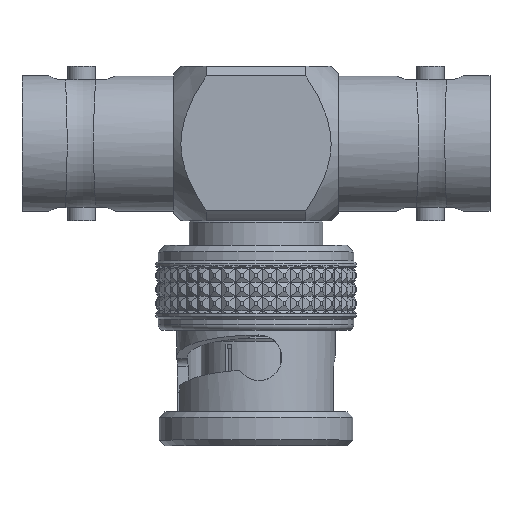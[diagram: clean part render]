
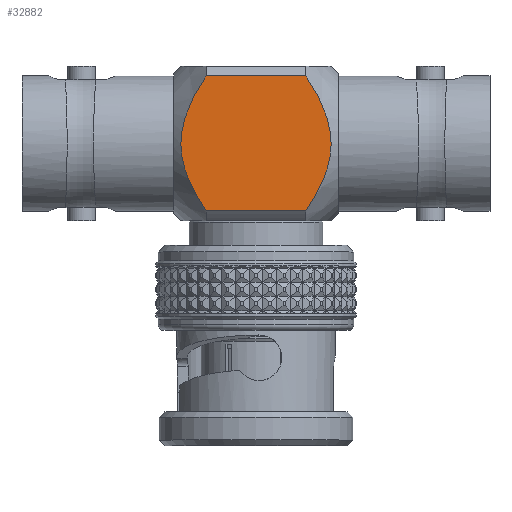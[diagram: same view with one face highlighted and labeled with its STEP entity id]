
A CAD part, top view. The second image highlights one B-rep face of the part: STEP entity #32882.
In plain terms, the highlighted planar face has unit normal (0, 0, 1).
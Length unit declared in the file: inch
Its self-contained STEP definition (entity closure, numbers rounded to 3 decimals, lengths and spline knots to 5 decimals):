
#111 = VERTEX_POINT ( 'NONE', #11272 ) ;
#115 = VERTEX_POINT ( 'NONE', #11276 ) ;
#120 = VERTEX_POINT ( 'NONE', #11281 ) ;
#121 = VERTEX_POINT ( 'NONE', #11282 ) ;
#300 = EDGE_LOOP ( 'NONE', ( #11153, #11154, #11155, #11156 ) ) ;
#5847 = EDGE_CURVE ( 'NONE', #111, #115, #19663, .T. ) ;
#5848 = EDGE_CURVE ( 'NONE', #111, #120, #16862, .T. ) ;
#5849 = EDGE_CURVE ( 'NONE', #120, #121, #19689, .T. ) ;
#5850 = EDGE_CURVE ( 'NONE', #115, #121, #16863, .T. ) ;
#11153 = ORIENTED_EDGE ( 'NONE', *, *, #5847, .F. ) ;
#11154 = ORIENTED_EDGE ( 'NONE', *, *, #5848, .T. ) ;
#11155 = ORIENTED_EDGE ( 'NONE', *, *, #5849, .T. ) ;
#11156 = ORIENTED_EDGE ( 'NONE', *, *, #5850, .F. ) ;
#11272 = CARTESIAN_POINT ( 'NONE',  ( -0.13976, 0.18898, 0.21654 ) ) ;
#11276 = CARTESIAN_POINT ( 'NONE',  ( 0.13976, 0.18898, 0.21654 ) ) ;
#11281 = CARTESIAN_POINT ( 'NONE',  ( -0.13976, -0.18898, 0.21654 ) ) ;
#11282 = CARTESIAN_POINT ( 'NONE',  ( 0.13976, -0.18898, 0.21654 ) ) ;
#16862 = B_SPLINE_CURVE_WITH_KNOTS ( 'NONE', 3,
 ( #19686, #19662, #19690, #19691, #19692, #19693, #19694, #19695, #19696, #19697, #19698, #19699, #19700, #19701, #19702, #19703, #19704, #19705, #19706, #19707, #19708 ),
 .UNSPECIFIED., .F., .F.,
 ( 4, 2, 2, 2, 2, 1, 2, 2, 2, 2, 4 ),
 ( 0.00758, 0.00887, 0.01016, 0.01145, 0.01209, 0.01274, 0.01338, 0.01403, 0.01532, 0.01661, 0.0179 ),
 .UNSPECIFIED. ) ;
#16863 = B_SPLINE_CURVE_WITH_KNOTS ( 'NONE', 3,
 ( #19664, #19688, #19713, #19714, #19715, #19716, #19717, #19718, #19719, #19720, #19721, #19722, #19723, #19724, #19725, #19726, #19727, #19728, #19729, #19730, #19731 ),
 .UNSPECIFIED., .F., .F.,
 ( 4, 2, 2, 2, 2, 1, 2, 2, 2, 2, 4 ),
 ( 0.00758, 0.00887, 0.01016, 0.01145, 0.01209, 0.01274, 0.01338, 0.01403, 0.01532, 0.01661, 0.0179 ),
 .UNSPECIFIED. ) ;
#19530 = VECTOR ( 'NONE', #19710, 39.37008 ) ;
#19546 = VECTOR ( 'NONE', #19687, 39.37008 ) ;
#19662 = CARTESIAN_POINT ( 'NONE',  ( -0.14908, 0.17481, 0.21654 ) ) ;
#19663 = LINE ( 'NONE', #19685, #19546 ) ;
#19664 = CARTESIAN_POINT ( 'NONE',  ( 0.13976, 0.18898, 0.21654 ) ) ;
#19685 = CARTESIAN_POINT ( 'NONE',  ( -0.65555, 0.18898, 0.21654 ) ) ;
#19686 = CARTESIAN_POINT ( 'NONE',  ( -0.13976, 0.18898, 0.21654 ) ) ;
#19687 = DIRECTION ( 'NONE',  ( 1., 0., 0. ) ) ;
#19688 = CARTESIAN_POINT ( 'NONE',  ( 0.14908, 0.17481, 0.21654 ) ) ;
#19689 = LINE ( 'NONE', #19709, #19530 ) ;
#19690 = CARTESIAN_POINT ( 'NONE',  ( -0.15801, 0.16034, 0.21654 ) ) ;
#19691 = CARTESIAN_POINT ( 'NONE',  ( -0.17466, 0.13048, 0.21654 ) ) ;
#19692 = CARTESIAN_POINT ( 'NONE',  ( -0.18235, 0.11511, 0.21654 ) ) ;
#19693 = CARTESIAN_POINT ( 'NONE',  ( -0.19545, 0.0837, 0.21654 ) ) ;
#19694 = CARTESIAN_POINT ( 'NONE',  ( -0.20091, 0.0676, 0.21654 ) ) ;
#19695 = CARTESIAN_POINT ( 'NONE',  ( -0.20664, 0.04254, 0.21654 ) ) ;
#19696 = CARTESIAN_POINT ( 'NONE',  ( -0.20814, 0.034, 0.21654 ) ) ;
#19697 = CARTESIAN_POINT ( 'NONE',  ( -0.21013, 0.01701, 0.21654 ) ) ;
#19698 = CARTESIAN_POINT ( 'NONE',  ( -0.21113, 0.00001, 0.21654 ) ) ;
#19699 = CARTESIAN_POINT ( 'NONE',  ( -0.21013, -0.01699, 0.21654 ) ) ;
#19700 = CARTESIAN_POINT ( 'NONE',  ( -0.20814, -0.03399, 0.21654 ) ) ;
#19701 = CARTESIAN_POINT ( 'NONE',  ( -0.20664, -0.04254, 0.21654 ) ) ;
#19702 = CARTESIAN_POINT ( 'NONE',  ( -0.20091, -0.06758, 0.21654 ) ) ;
#19703 = CARTESIAN_POINT ( 'NONE',  ( -0.19546, -0.08368, 0.21654 ) ) ;
#19704 = CARTESIAN_POINT ( 'NONE',  ( -0.18237, -0.11508, 0.21654 ) ) ;
#19705 = CARTESIAN_POINT ( 'NONE',  ( -0.17468, -0.13044, 0.21654 ) ) ;
#19706 = CARTESIAN_POINT ( 'NONE',  ( -0.15803, -0.16031, 0.21654 ) ) ;
#19707 = CARTESIAN_POINT ( 'NONE',  ( -0.14909, -0.17479, 0.21654 ) ) ;
#19708 = CARTESIAN_POINT ( 'NONE',  ( -0.13976, -0.18898, 0.21654 ) ) ;
#19709 = CARTESIAN_POINT ( 'NONE',  ( -0.65555, -0.18898, 0.21654 ) ) ;
#19710 = DIRECTION ( 'NONE',  ( 1., 0., 0. ) ) ;
#19713 = CARTESIAN_POINT ( 'NONE',  ( 0.15801, 0.16034, 0.21654 ) ) ;
#19714 = CARTESIAN_POINT ( 'NONE',  ( 0.17466, 0.13048, 0.21654 ) ) ;
#19715 = CARTESIAN_POINT ( 'NONE',  ( 0.18235, 0.11511, 0.21654 ) ) ;
#19716 = CARTESIAN_POINT ( 'NONE',  ( 0.19545, 0.0837, 0.21654 ) ) ;
#19717 = CARTESIAN_POINT ( 'NONE',  ( 0.20091, 0.0676, 0.21654 ) ) ;
#19718 = CARTESIAN_POINT ( 'NONE',  ( 0.20664, 0.04254, 0.21654 ) ) ;
#19719 = CARTESIAN_POINT ( 'NONE',  ( 0.20814, 0.034, 0.21654 ) ) ;
#19720 = CARTESIAN_POINT ( 'NONE',  ( 0.21013, 0.01701, 0.21654 ) ) ;
#19721 = CARTESIAN_POINT ( 'NONE',  ( 0.21113, 0.00001, 0.21654 ) ) ;
#19722 = CARTESIAN_POINT ( 'NONE',  ( 0.21013, -0.01699, 0.21654 ) ) ;
#19723 = CARTESIAN_POINT ( 'NONE',  ( 0.20814, -0.03399, 0.21654 ) ) ;
#19724 = CARTESIAN_POINT ( 'NONE',  ( 0.20664, -0.04254, 0.21654 ) ) ;
#19725 = CARTESIAN_POINT ( 'NONE',  ( 0.20091, -0.06758, 0.21654 ) ) ;
#19726 = CARTESIAN_POINT ( 'NONE',  ( 0.19546, -0.08368, 0.21654 ) ) ;
#19727 = CARTESIAN_POINT ( 'NONE',  ( 0.18237, -0.11508, 0.21654 ) ) ;
#19728 = CARTESIAN_POINT ( 'NONE',  ( 0.17468, -0.13044, 0.21654 ) ) ;
#19729 = CARTESIAN_POINT ( 'NONE',  ( 0.15803, -0.16031, 0.21654 ) ) ;
#19730 = CARTESIAN_POINT ( 'NONE',  ( 0.14909, -0.17479, 0.21654 ) ) ;
#19731 = CARTESIAN_POINT ( 'NONE',  ( 0.13976, -0.18898, 0.21654 ) ) ;
#31130 = AXIS2_PLACEMENT_3D ( 'NONE', #31157, #31171, #31172 ) ;
#31157 = CARTESIAN_POINT ( 'NONE',  ( -0.65555, 0.18898, 0.21654 ) ) ;
#31166 = FACE_OUTER_BOUND ( 'NONE', #300, .T. ) ;
#31168 = PLANE ( 'NONE',  #31130 ) ;
#31171 = DIRECTION ( 'NONE',  ( 0., 0., 1. ) ) ;
#31172 = DIRECTION ( 'NONE',  ( 0., -1., 0. ) ) ;
#32882 = ADVANCED_FACE ( 'NONE', ( #31166 ), #31168, .T. ) ;
